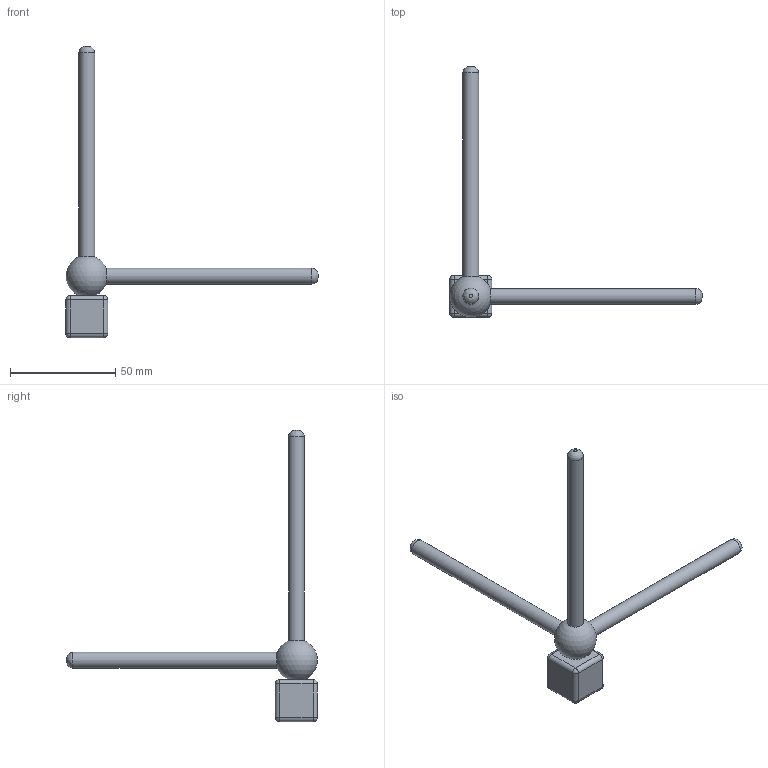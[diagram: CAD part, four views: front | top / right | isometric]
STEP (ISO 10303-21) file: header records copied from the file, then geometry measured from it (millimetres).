
FILE_DESCRIPTION(/* description */ (''),/* implementation_level */ '2;1');
FILE_NAME(/* name */ 'Viewpoint.stp',/* time_stamp */ '2022-12-20T08:09:16Z',/* author */ ('romanp'),/* organization */ (''),/* preprocessor_version */ 'ST-DEVELOPER v19',/* originating_system */ 'Autodesk Inventor 2023',/* authorisation */ '');
FILE_SCHEMA (('AUTOMOTIVE_DESIGN { 1 0 10303 214 3 1 1 }'));
Length unit declared in the file: millimetre
Products named in the file (4): Viewpoint; Base2; Holder; Line
Assembly tree (5 placements, depth 2):
  Viewpoint
    Line  x3
    Base2
    Holder
Bounding box: 120 x 119.27 x 138.54 mm (x, y, z)
Volume: 25069.2 mm3; surface area: 11612.5 mm2
Topology: 5 solids, 5 shells, 49 faces, 79 edges, 43 vertices
Faces by surface type: cylinder 20, plane 17, sphere 9, bspline 3
Full cylindrical faces by diameter (mm): 7.5 x8
Entity records: 1178 total; most frequent: DIRECTION 208, CARTESIAN_POINT 183, ORIENTED_EDGE 138, AXIS2_PLACEMENT_3D 89, EDGE_CURVE 69, EDGE_LOOP 44, FACE_OUTER_BOUND 41, ADVANCED_FACE 41
